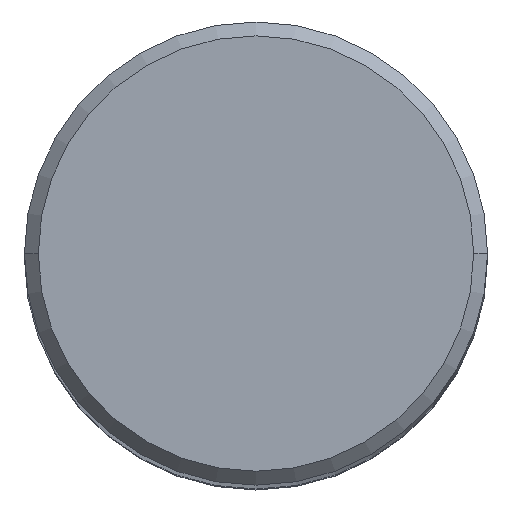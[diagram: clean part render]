
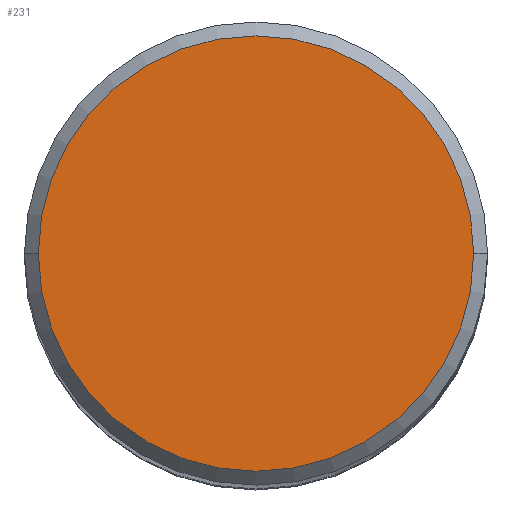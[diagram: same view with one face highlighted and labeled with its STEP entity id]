
A CAD part, top view. The second image highlights one B-rep face of the part: STEP entity #231.
In plain terms, the highlighted planar face has unit normal (0, 0, 1).
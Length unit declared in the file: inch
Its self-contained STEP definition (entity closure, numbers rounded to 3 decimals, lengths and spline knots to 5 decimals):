
#2 = PLANE ( 'NONE',  #31 ) ;
#31 = AXIS2_PLACEMENT_3D ( 'NONE', #221, #155, #275 ) ;
#59 = CARTESIAN_POINT ( 'NONE',  ( 0.235, 0., 3. ) ) ;
#67 = DIRECTION ( 'NONE',  ( 0., 0., 1. ) ) ;
#136 = EDGE_LOOP ( 'NONE', ( #257, #161 ) ) ;
#141 = VERTEX_POINT ( 'NONE', #59 ) ;
#155 = DIRECTION ( 'NONE',  ( 0., 0., 1. ) ) ;
#158 = CARTESIAN_POINT ( 'NONE',  ( 0., 0., 3. ) ) ;
#160 = DIRECTION ( 'NONE',  ( 1., 0., 0. ) ) ;
#161 = ORIENTED_EDGE ( 'NONE', *, *, #281, .T. ) ;
#221 = CARTESIAN_POINT ( 'NONE',  ( 0., 0., 3. ) ) ;
#231 = ADVANCED_FACE ( 'NONE', ( #329 ), #2, .T. ) ;
#234 = EDGE_CURVE ( 'NONE', #300, #141, #356, .T. ) ;
#239 = CIRCLE ( 'NONE', #276, 0.235 ) ;
#249 = CARTESIAN_POINT ( 'NONE',  ( 0., 0., 3. ) ) ;
#257 = ORIENTED_EDGE ( 'NONE', *, *, #234, .T. ) ;
#275 = DIRECTION ( 'NONE',  ( 1., 0., 0. ) ) ;
#276 = AXIS2_PLACEMENT_3D ( 'NONE', #249, #357, #160 ) ;
#281 = EDGE_CURVE ( 'NONE', #141, #300, #239, .T. ) ;
#299 = CARTESIAN_POINT ( 'NONE',  ( -0.235, 0., 3. ) ) ;
#300 = VERTEX_POINT ( 'NONE', #299 ) ;
#329 = FACE_OUTER_BOUND ( 'NONE', #136, .T. ) ;
#355 = DIRECTION ( 'NONE',  ( 1., 0., 0. ) ) ;
#356 = CIRCLE ( 'NONE', #377, 0.235 ) ;
#357 = DIRECTION ( 'NONE',  ( 0., 0., 1. ) ) ;
#377 = AXIS2_PLACEMENT_3D ( 'NONE', #158, #67, #355 ) ;
